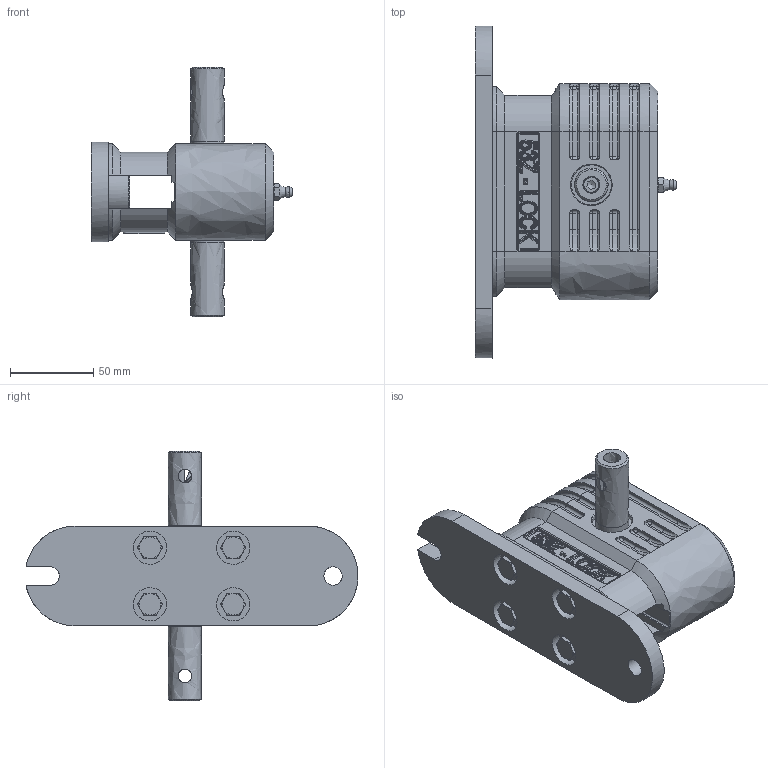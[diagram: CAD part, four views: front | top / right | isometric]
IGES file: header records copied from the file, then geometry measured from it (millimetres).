
Global section: file name: 51153_0611_00; native system: Autodesk Inventor 2022; preprocessor: unknown; author: Nesvadba; date: 20240222.102253; units: millimetre
Bounding box: 120.91 x 199.46 x 150.1 mm (x, y, z)
Volume: 438377.4 mm3; surface area: 134719.5 mm2
Topology: 14 solids, 14 shells, 2502 faces, 6468 edges, 4083 vertices
Faces by surface type: bspline 2502
